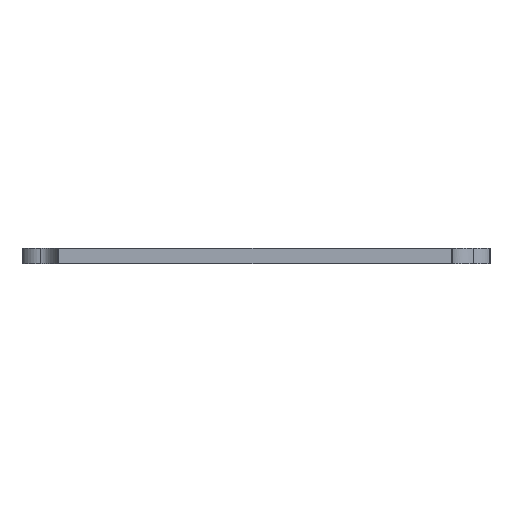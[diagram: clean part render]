
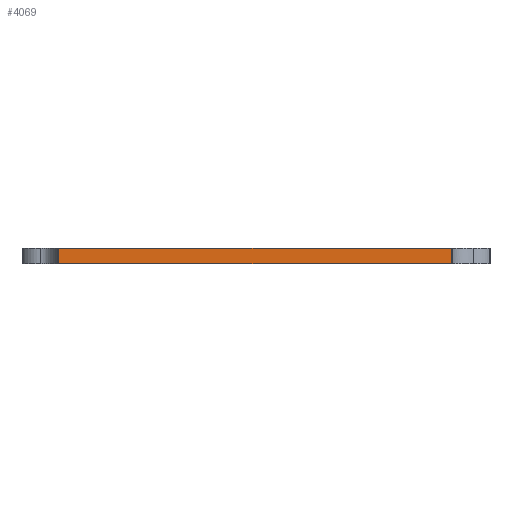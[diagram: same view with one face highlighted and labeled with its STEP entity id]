
A CAD part, left-side view. The second image highlights one B-rep face of the part: STEP entity #4069.
In plain terms, the highlighted planar face has unit normal (-1, 0, 0).
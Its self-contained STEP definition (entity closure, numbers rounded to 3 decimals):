
#337=FACE_OUTER_BOUND('',#530,.T.);
#530=EDGE_LOOP('',(#3242,#3243,#3244,#3245));
#1085=LINE('',#6460,#1594);
#1086=LINE('',#6463,#1595);
#1087=LINE('',#6465,#1596);
#1088=LINE('',#6466,#1597);
#1594=VECTOR('',#5157,10.);
#1595=VECTOR('',#5160,10.);
#1596=VECTOR('',#5161,10.);
#1597=VECTOR('',#5162,10.);
#1967=VERTEX_POINT('',#6456);
#1968=VERTEX_POINT('',#6458);
#1969=VERTEX_POINT('',#6462);
#1970=VERTEX_POINT('',#6464);
#2509=EDGE_CURVE('',#1967,#1968,#1085,.T.);
#2510=EDGE_CURVE('',#1967,#1969,#1086,.T.);
#2511=EDGE_CURVE('',#1970,#1968,#1087,.T.);
#2512=EDGE_CURVE('',#1969,#1970,#1088,.T.);
#3242=ORIENTED_EDGE('',*,*,#2510,.F.);
#3243=ORIENTED_EDGE('',*,*,#2509,.T.);
#3244=ORIENTED_EDGE('',*,*,#2511,.F.);
#3245=ORIENTED_EDGE('',*,*,#2512,.F.);
#3896=PLANE('',#4291);
#4069=ADVANCED_FACE('',(#337),#3896,.T.);
#4291=AXIS2_PLACEMENT_3D('',#6461,#5158,#5159);
#5157=DIRECTION('',(0.,0.,1.));
#5158=DIRECTION('center_axis',(-1.,0.,0.));
#5159=DIRECTION('ref_axis',(0.,-1.,0.));
#5160=DIRECTION('',(0.,1.,0.));
#5161=DIRECTION('',(0.,-1.,0.));
#5162=DIRECTION('',(0.,0.,1.));
#6456=CARTESIAN_POINT('',(18.937,-93.165,6.95));
#6458=CARTESIAN_POINT('',(18.937,-93.165,9.95));
#6460=CARTESIAN_POINT('',(18.937,-93.165,6.95));
#6461=CARTESIAN_POINT('Origin',(18.937,-17.465,6.95));
#6462=CARTESIAN_POINT('',(18.937,-17.465,6.95));
#6463=CARTESIAN_POINT('',(18.937,-93.165,6.95));
#6464=CARTESIAN_POINT('',(18.937,-17.465,9.95));
#6465=CARTESIAN_POINT('',(18.937,-93.165,9.95));
#6466=CARTESIAN_POINT('',(18.937,-17.465,6.95));
